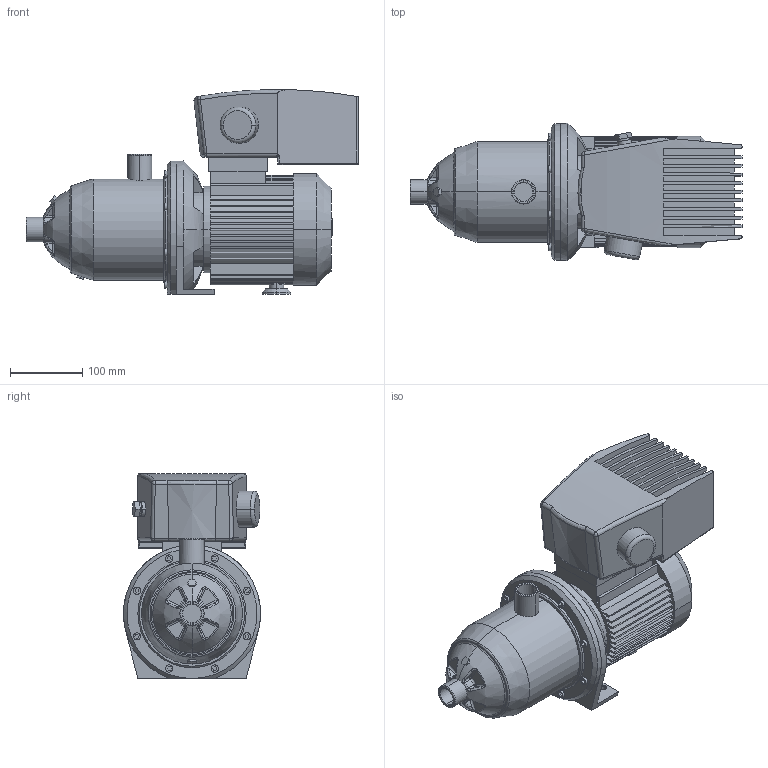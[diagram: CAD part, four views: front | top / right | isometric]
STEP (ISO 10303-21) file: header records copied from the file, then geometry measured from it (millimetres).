
FILE_DESCRIPTION((''),'2;1');
FILE_NAME('3d_MHIE205-1_E_1-2_M2-4073101.stp','2013-12-06T13:29:29',(''),(''),'Mechanical Desktop 2009','Mechanical Desktop 2009',', , ');
FILE_SCHEMA(('CONFIG_CONTROL_DESIGN'));
Length unit declared in the file: millimetre
Products named in the file (1): Product
Bounding box: 460 x 190 x 284.02 mm (x, y, z)
Volume: 8545147.4 mm3; surface area: 800673.9 mm2
Topology: 8 solids, 8 shells, 938 faces, 2409 edges, 1508 vertices
Faces by surface type: plane 599, cylinder 188, bspline 106, torus 21, cone 14, sphere 10
Entity records: 31698 total; most frequent: CARTESIAN_POINT 9181, ORIENTED_EDGE 4788, DIRECTION 4428, EDGE_CURVE 2394, VECTOR 1728, LINE 1728, VERTEX_POINT 1508, AXIS2_PLACEMENT_3D 1350
